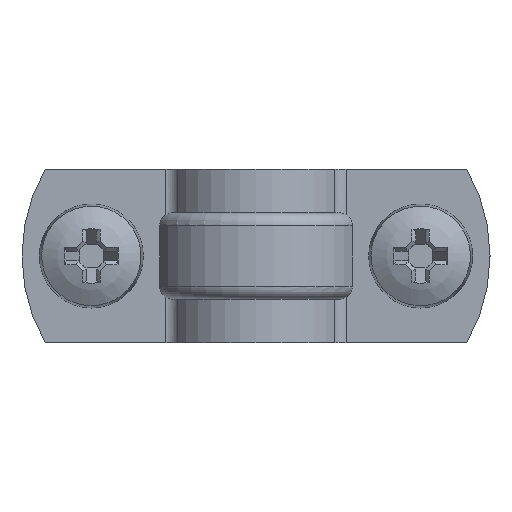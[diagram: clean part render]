
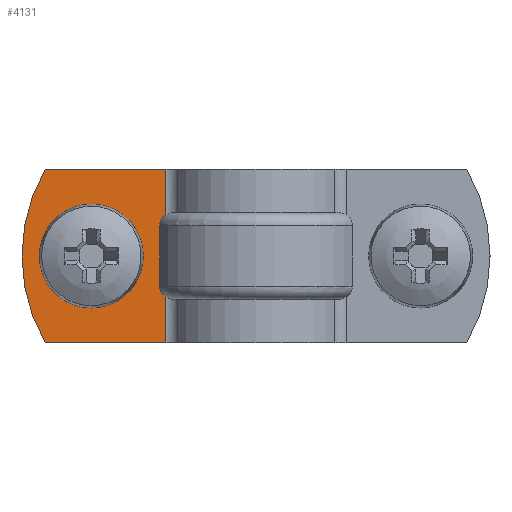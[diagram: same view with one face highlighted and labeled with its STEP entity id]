
A CAD part, front view. The second image highlights one B-rep face of the part: STEP entity #4131.
In plain terms, the highlighted planar face has unit normal (0, -1, 0).
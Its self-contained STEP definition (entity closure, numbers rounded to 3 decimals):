
#3267=CARTESIAN_POINT('',(-19.0,-4.5,6.0));
#3268=VERTEX_POINT('',#3267);
#3269=CARTESIAN_POINT('',(-19.0,-4.5,0.));
#3270=DIRECTION('',(0.,1.0,0.0));
#3271=DIRECTION('',(0.0,0.0,1.0));
#3272=AXIS2_PLACEMENT_3D('',#3269,#3270,#3271);
#3273=CIRCLE('',#3272,6.0);
#3274=EDGE_CURVE('',#3268,#3268,#3273,.T.);
#3707=CARTESIAN_POINT('',(-10.392,-4.5,-4.753));
#3708=VERTEX_POINT('',#3707);
#3767=CARTESIAN_POINT('',(-11.124,-4.5,-3.5));
#3768=VERTEX_POINT('',#3767);
#3776=CARTESIAN_POINT('',(-10.392,-4.5,-4.753));
#3777=CARTESIAN_POINT('',(-10.494,-4.5,-4.691));
#3778=CARTESIAN_POINT('',(-10.59,-4.5,-4.618));
#3779=CARTESIAN_POINT('',(-10.804,-4.5,-4.413));
#3780=CARTESIAN_POINT('',(-10.934,-4.5,-4.229));
#3781=CARTESIAN_POINT('',(-11.08,-4.5,-3.892));
#3782=CARTESIAN_POINT('',(-11.124,-4.5,-3.68));
#3783=CARTESIAN_POINT('',(-11.124,-4.5,-3.5));
#3784=B_SPLINE_CURVE_WITH_KNOTS('',3,(#3776,#3777,#3778,#3779,#3780,#3781,#3782,#3783),.UNSPECIFIED.,.F.,.U.,(4,2,2,4),(0.795,0.827,0.884,0.938),.UNSPECIFIED.);
#3785=EDGE_CURVE('',#3768,#3708,#3784,.F.);
#3804=CARTESIAN_POINT('',(-11.124,-4.5,3.5));
#3805=VERTEX_POINT('',#3804);
#3813=CARTESIAN_POINT('',(-11.124,-4.5,-3.5));
#3814=DIRECTION('',(0.0,0.0,1.0));
#3815=VECTOR('',#3814,7.);
#3816=LINE('',#3813,#3815);
#3817=EDGE_CURVE('',#3768,#3805,#3816,.T.);
#3857=CARTESIAN_POINT('',(-10.392,-4.5,4.753));
#3858=VERTEX_POINT('',#3857);
#3874=CARTESIAN_POINT('',(-11.124,-4.5,3.5));
#3875=CARTESIAN_POINT('',(-11.124,-4.5,3.68));
#3876=CARTESIAN_POINT('',(-11.08,-4.5,3.892));
#3877=CARTESIAN_POINT('',(-10.934,-4.5,4.229));
#3878=CARTESIAN_POINT('',(-10.804,-4.5,4.413));
#3879=CARTESIAN_POINT('',(-10.59,-4.5,4.618));
#3880=CARTESIAN_POINT('',(-10.494,-4.5,4.691));
#3881=CARTESIAN_POINT('',(-10.392,-4.5,4.753));
#3882=B_SPLINE_CURVE_WITH_KNOTS('',3,(#3874,#3875,#3876,#3877,#3878,#3879,#3880,#3881),.UNSPECIFIED.,.F.,.U.,(4,2,2,4),(0.0,0.054,0.11,0.143),.UNSPECIFIED.);
#3883=EDGE_CURVE('',#3805,#3858,#3882,.T.);
#4079=CARTESIAN_POINT('',(1.986,-4.5,0.));
#4080=DIRECTION('',(0.,-1.0,0.));
#4081=DIRECTION('',(0.0,0.0,1.0));
#4082=AXIS2_PLACEMENT_3D('',#4079,#4080,#4081);
#4083=PLANE('',#4082);
#4084=CARTESIAN_POINT('',(-10.392,-4.5,-10.0));
#4085=VERTEX_POINT('',#4084);
#4086=CARTESIAN_POINT('',(-10.392,-4.5,-4.753));
#4087=DIRECTION('',(0.0,0.0,-1.0));
#4088=VECTOR('',#4087,5.247);
#4089=LINE('',#4086,#4088);
#4090=EDGE_CURVE('',#3708,#4085,#4089,.T.);
#4091=ORIENTED_EDGE('',*,*,#4090,.F.);
#4092=ORIENTED_EDGE('',*,*,#3785,.F.);
#4093=ORIENTED_EDGE('',*,*,#3817,.T.);
#4094=ORIENTED_EDGE('',*,*,#3883,.T.);
#4095=CARTESIAN_POINT('',(-10.392,-4.5,10.0));
#4096=VERTEX_POINT('',#4095);
#4097=CARTESIAN_POINT('',(-10.392,-4.5,4.753));
#4098=DIRECTION('',(0.0,0.0,1.0));
#4099=VECTOR('',#4098,5.247);
#4100=LINE('',#4097,#4099);
#4101=EDGE_CURVE('',#3858,#4096,#4100,.T.);
#4102=ORIENTED_EDGE('',*,*,#4101,.T.);
#4103=CARTESIAN_POINT('',(-24.321,-4.5,10.0));
#4104=VERTEX_POINT('',#4103);
#4105=CARTESIAN_POINT('',(-24.321,-4.5,10.0));
#4106=DIRECTION('',(1.0,0.,0.0));
#4107=VECTOR('',#4106,13.928);
#4108=LINE('',#4105,#4107);
#4109=EDGE_CURVE('',#4104,#4096,#4108,.T.);
#4110=ORIENTED_EDGE('',*,*,#4109,.F.);
#4111=CARTESIAN_POINT('',(-24.321,-4.5,-10.0));
#4112=VERTEX_POINT('',#4111);
#4113=CARTESIAN_POINT('',(-7.,-4.5,0.));
#4114=DIRECTION('',(0.,-1.0,0.));
#4115=DIRECTION('',(0.866,0.0,0.5));
#4116=AXIS2_PLACEMENT_3D('',#4113,#4114,#4115);
#4117=CIRCLE('',#4116,20.0);
#4118=EDGE_CURVE('',#4104,#4112,#4117,.T.);
#4119=ORIENTED_EDGE('',*,*,#4118,.T.);
#4120=CARTESIAN_POINT('',(-10.392,-4.5,-10.0));
#4121=DIRECTION('',(-1.0,0.,0.0));
#4122=VECTOR('',#4121,13.928);
#4123=LINE('',#4120,#4122);
#4124=EDGE_CURVE('',#4085,#4112,#4123,.T.);
#4125=ORIENTED_EDGE('',*,*,#4124,.F.);
#4126=EDGE_LOOP('',(#4091,#4092,#4093,#4094,#4102,#4110,#4119,#4125));
#4127=FACE_OUTER_BOUND('',#4126,.T.);
#4128=ORIENTED_EDGE('',*,*,#3274,.T.);
#4129=EDGE_LOOP('',(#4128));
#4130=FACE_BOUND('',#4129,.T.);
#4131=ADVANCED_FACE('',(#4127,#4130),#4083,.T.);
